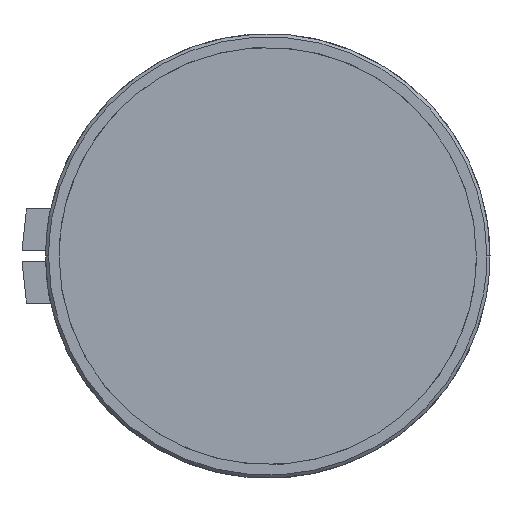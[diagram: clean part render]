
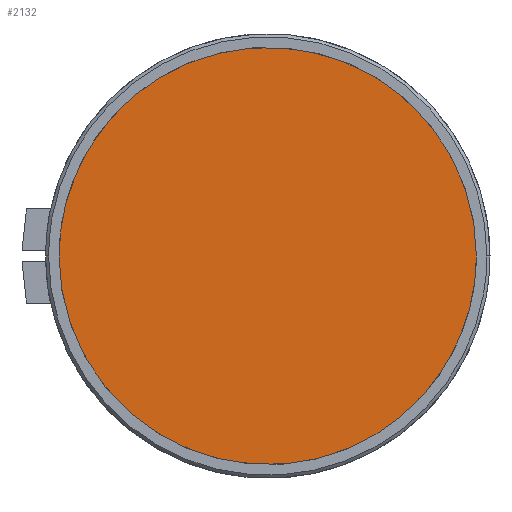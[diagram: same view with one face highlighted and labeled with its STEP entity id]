
A CAD part, left-side view. The second image highlights one B-rep face of the part: STEP entity #2132.
In plain terms, the highlighted free-form (B-spline) face has degree [1, 1] with [2, 2] control points.
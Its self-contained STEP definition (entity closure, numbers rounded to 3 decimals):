
#33 = CARTESIAN_POINT ( 'NONE',  ( 3., -19.699, 5.276 ) ) ;
#60 = CARTESIAN_POINT ( 'NONE',  ( 3., -17.66, 10.198 ) ) ;
#179 = CARTESIAN_POINT ( 'NONE',  ( 3., 18.291, -9.018 ) ) ;
#207 = CARTESIAN_POINT ( 'NONE',  ( 3., 16.18, -12.413 ) ) ;
#234 = CARTESIAN_POINT ( 'NONE',  ( 3., -10.198, -17.66 ) ) ;
#262 = CARTESIAN_POINT ( 'NONE',  ( 3., 12.413, 16.18 ) ) ;
#454 = CARTESIAN_POINT ( 'NONE',  ( 3., 2.664, 20.219 ) ) ;
#481 = CARTESIAN_POINT ( 'NONE',  ( 3., -16.18, 12.413 ) ) ;
#627 = CARTESIAN_POINT ( 'NONE',  ( 3., -16.18, -12.413 ) ) ;
#651 = CARTESIAN_POINT ( 'NONE',  ( 3., 9.018, -18.291 ) ) ;
#654 = CARTESIAN_POINT ( 'NONE',  ( 3., 19.699, 5.276 ) ) ;
#722 = CARTESIAN_POINT ( 'NONE',  ( 3., -18.291, -9.018 ) ) ;
#740 = CARTESIAN_POINT ( 'NONE',  ( 3., 20.35, 0. ) ) ;
#855 = CARTESIAN_POINT ( 'NONE',  ( 3., -20.554, -20.554 ) ) ;
#872 = CARTESIAN_POINT ( 'NONE',  ( 3., -1.332, 20.35 ) ) ;
#899 = CARTESIAN_POINT ( 'NONE',  ( 3., -20.35, 0. ) ) ;
#1048 = CARTESIAN_POINT ( 'NONE',  ( 3., -6.557, -19.311 ) ) ;
#1077 = CARTESIAN_POINT ( 'NONE',  ( 3., 20.219, -2.664 ) ) ;
#1103 = CARTESIAN_POINT ( 'NONE',  ( 3., 16.18, 12.413 ) ) ;
#1214 = B_SPLINE_SURFACE_WITH_KNOTS ( 'NONE', 1, 1, ( 
 ( #3395, #855 ),
 ( #5492, #1246 ) ),
 .UNSPECIFIED., .F., .F., .F.,
 ( 2, 2 ),
 ( 2, 2 ),
 ( -20.554, 20.554 ),
 ( -20.554, 20.554 ),
 .UNSPECIFIED. ) ;
#1238 = ORIENTED_EDGE ( 'NONE', *, *, #2602, .T. ) ;
#1246 = CARTESIAN_POINT ( 'NONE',  ( 3., 20.554, -20.554 ) ) ;
#1347 = CARTESIAN_POINT ( 'NONE',  ( 3., -10.198, 17.66 ) ) ;
#1466 = CARTESIAN_POINT ( 'NONE',  ( 3., 2.664, -20.219 ) ) ;
#1492 = CARTESIAN_POINT ( 'NONE',  ( 3., 1.332, -20.35 ) ) ;
#1495 = CARTESIAN_POINT ( 'NONE',  ( 3., 18.291, 9.018 ) ) ;
#1759 = CARTESIAN_POINT ( 'NONE',  ( 3., -13.448, 15.331 ) ) ;
#1877 = CARTESIAN_POINT ( 'NONE',  ( 3., 17.66, -10.198 ) ) ;
#1904 = CARTESIAN_POINT ( 'NONE',  ( 3., 15.331, -13.448 ) ) ;
#1912 = EDGE_CURVE ( 'NONE', #2465, #2510, #3448, .T. ) ;
#1933 = CARTESIAN_POINT ( 'NONE',  ( 3., -12.413, -16.18 ) ) ;
#1963 = CARTESIAN_POINT ( 'NONE',  ( 3., 15.331, 13.448 ) ) ;
#2132 = ADVANCED_FACE ( '    FACE5', ( #2583 ), #1214, .T. ) ;
#2321 = CARTESIAN_POINT ( 'NONE',  ( 3., -19.311, -6.557 ) ) ;
#2331 = CARTESIAN_POINT ( 'NONE',  ( 3., -17.66, -10.198 ) ) ;
#2356 = CARTESIAN_POINT ( 'NONE',  ( 3., 5.276, -19.699 ) ) ;
#2359 = CARTESIAN_POINT ( 'NONE',  ( 3., 20.219, 2.664 ) ) ;
#2426 = CARTESIAN_POINT ( 'NONE',  ( 3., -19.699, -5.276 ) ) ;
#2465 = VERTEX_POINT ( 'NONE', #5126 ) ;
#2510 = VERTEX_POINT ( 'NONE', #4389 ) ;
#2573 = CARTESIAN_POINT ( 'NONE',  ( 3., -2.664, 20.219 ) ) ;
#2583 = FACE_OUTER_BOUND ( 'NONE', #4626, .T. ) ;
#2598 = CARTESIAN_POINT ( 'NONE',  ( 3., -20.35, 1.332 ) ) ;
#2602 = EDGE_CURVE ( 'NONE', #2510, #2465, #4590, .T. ) ;
#2745 = CARTESIAN_POINT ( 'NONE',  ( 3., -1.332, -20.35 ) ) ;
#2773 = CARTESIAN_POINT ( 'NONE',  ( 3., 19.311, -6.557 ) ) ;
#2802 = CARTESIAN_POINT ( 'NONE',  ( 3., 13.448, 15.331 ) ) ;
#2858 = CARTESIAN_POINT ( 'NONE',  ( 3., 20.35, 1.332 ) ) ;
#2941 = ORIENTED_EDGE ( 'NONE', *, *, #1912, .T. ) ;
#2996 = CARTESIAN_POINT ( 'NONE',  ( 3., -6.557, 19.311 ) ) ;
#3050 = CARTESIAN_POINT ( 'NONE',  ( 3., -9.018, 18.291 ) ) ;
#3171 = CARTESIAN_POINT ( 'NONE',  ( 3., -2.664, -20.219 ) ) ;
#3201 = CARTESIAN_POINT ( 'NONE',  ( 3., -9.018, -18.291 ) ) ;
#3395 = CARTESIAN_POINT ( 'NONE',  ( 3., -20.554, 20.554 ) ) ;
#3440 = CARTESIAN_POINT ( 'NONE',  ( 3., -19.311, 6.557 ) ) ;
#3448 = B_SPLINE_CURVE_WITH_KNOTS ( 'NONE', 3,
 ( #899, #2598, #3852, #33, #3440, #4304, #60, #481, #5176, #1759, #5147, #1347, #3050, #2996, #4697, #2573, #872, #4275, #454, #5354, #4909, #4935, #4062, #262, #2802, #1963, #1103, #3662, #1495, #4477, #654, #2359, #2858, #740 ),
 .UNSPECIFIED., .F., .F.,
 ( 4, 2, 2, 2, 2, 2, 2, 2, 2, 2, 2, 2, 2, 2, 2, 2, 4 ),
 ( 0., 0.063, 0.125, 0.188, 0.25, 0.313, 0.375, 0.438, 0.5, 0.563, 0.625, 0.688, 0.75, 0.813, 0.875, 0.938, 1. ),
 .UNSPECIFIED. ) ;
#3582 = CARTESIAN_POINT ( 'NONE',  ( 3., 13.448, -15.331 ) ) ;
#3602 = CARTESIAN_POINT ( 'NONE',  ( 3., -20.35, -1.332 ) ) ;
#3610 = CARTESIAN_POINT ( 'NONE',  ( 3., 20.35, -1.332 ) ) ;
#3633 = CARTESIAN_POINT ( 'NONE',  ( 3., -13.448, -15.331 ) ) ;
#3662 = CARTESIAN_POINT ( 'NONE',  ( 3., 17.66, 10.198 ) ) ;
#3852 = CARTESIAN_POINT ( 'NONE',  ( 3., -20.219, 2.664 ) ) ;
#4024 = CARTESIAN_POINT ( 'NONE',  ( 3., -20.219, -2.664 ) ) ;
#4058 = CARTESIAN_POINT ( 'NONE',  ( 3., 6.557, -19.311 ) ) ;
#4062 = CARTESIAN_POINT ( 'NONE',  ( 3., 10.198, 17.66 ) ) ;
#4275 = CARTESIAN_POINT ( 'NONE',  ( 3., 1.332, 20.35 ) ) ;
#4304 = CARTESIAN_POINT ( 'NONE',  ( 3., -18.291, 9.018 ) ) ;
#4389 = CARTESIAN_POINT ( 'NONE',  ( 3., 20.35, 0. ) ) ;
#4445 = CARTESIAN_POINT ( 'NONE',  ( 3., -15.331, -13.448 ) ) ;
#4472 = CARTESIAN_POINT ( 'NONE',  ( 3., 12.413, -16.18 ) ) ;
#4477 = CARTESIAN_POINT ( 'NONE',  ( 3., 19.311, 6.557 ) ) ;
#4590 = B_SPLINE_CURVE_WITH_KNOTS ( 'NONE', 3,
 ( #4906, #3610, #1077, #4872, #2773, #179, #1877, #207, #1904, #3582, #4472, #5293, #651, #4058, #2356, #1466, #1492, #2745, #3171, #5322, #1048, #3201, #234, #1933, #3633, #4445, #627, #2331, #722, #2321, #2426, #4024, #3602, #5313 ),
 .UNSPECIFIED., .F., .F.,
 ( 4, 2, 2, 2, 2, 2, 2, 2, 2, 2, 2, 2, 2, 2, 2, 2, 4 ),
 ( 0., 0.063, 0.125, 0.188, 0.25, 0.313, 0.375, 0.438, 0.5, 0.563, 0.625, 0.688, 0.75, 0.813, 0.875, 0.938, 1. ),
 .UNSPECIFIED. ) ;
#4626 = EDGE_LOOP ( 'NONE', ( #2941, #1238 ) ) ;
#4697 = CARTESIAN_POINT ( 'NONE',  ( 3., -5.276, 19.699 ) ) ;
#4872 = CARTESIAN_POINT ( 'NONE',  ( 3., 19.699, -5.276 ) ) ;
#4906 = CARTESIAN_POINT ( 'NONE',  ( 3., 20.35, 0. ) ) ;
#4909 = CARTESIAN_POINT ( 'NONE',  ( 3., 6.557, 19.311 ) ) ;
#4935 = CARTESIAN_POINT ( 'NONE',  ( 3., 9.018, 18.291 ) ) ;
#5126 = CARTESIAN_POINT ( 'NONE',  ( 3., -20.35, 0. ) ) ;
#5147 = CARTESIAN_POINT ( 'NONE',  ( 3., -12.413, 16.18 ) ) ;
#5176 = CARTESIAN_POINT ( 'NONE',  ( 3., -15.331, 13.448 ) ) ;
#5293 = CARTESIAN_POINT ( 'NONE',  ( 3., 10.198, -17.66 ) ) ;
#5313 = CARTESIAN_POINT ( 'NONE',  ( 3., -20.35, 0. ) ) ;
#5322 = CARTESIAN_POINT ( 'NONE',  ( 3., -5.276, -19.699 ) ) ;
#5354 = CARTESIAN_POINT ( 'NONE',  ( 3., 5.276, 19.699 ) ) ;
#5492 = CARTESIAN_POINT ( 'NONE',  ( 3., 20.554, 20.554 ) ) ;
